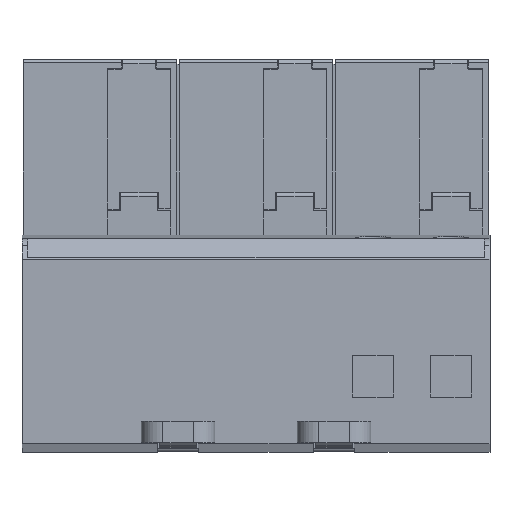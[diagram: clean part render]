
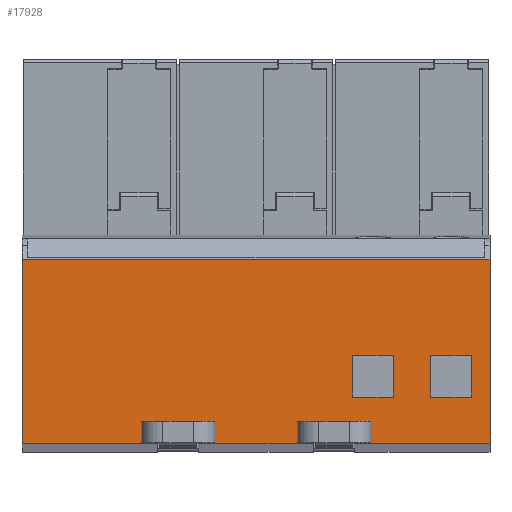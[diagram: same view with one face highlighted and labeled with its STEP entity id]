
A CAD part, front view. The second image highlights one B-rep face of the part: STEP entity #17928.
In plain terms, the highlighted planar face has unit normal (0, -1, 0.003).
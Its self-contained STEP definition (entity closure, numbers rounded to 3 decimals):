
#17896=AXIS2_PLACEMENT_3D('Plane Axis2P3D',#17893,#17894,#17895) ;
#1065=CARTESIAN_POINT('Vertex',(67.243,6.725,7.235)) ;
#1068=CARTESIAN_POINT('Line Origine',(67.243,6.718,4.648)) ;
#1072=CARTESIAN_POINT('Vertex',(67.243,6.712,2.062)) ;
#1159=CARTESIAN_POINT('Vertex',(67.82,6.725,7.235)) ;
#1437=CARTESIAN_POINT('Vertex',(76.22,6.725,7.235)) ;
#1516=CARTESIAN_POINT('Vertex',(76.707,6.712,2.062)) ;
#1519=CARTESIAN_POINT('Line Origine',(76.707,6.718,4.648)) ;
#1523=CARTESIAN_POINT('Vertex',(76.707,6.725,7.235)) ;
#1641=CARTESIAN_POINT('Vertex',(108.,6.823,44.542)) ;
#1644=CARTESIAN_POINT('Line Origine',(108.,6.767,23.302)) ;
#1648=CARTESIAN_POINT('Vertex',(108.,6.712,2.062)) ;
#2284=CARTESIAN_POINT('Vertex',(0.,6.712,2.062)) ;
#2287=CARTESIAN_POINT('Line Origine',(0.,6.767,23.302)) ;
#2291=CARTESIAN_POINT('Vertex',(0.,6.823,44.542)) ;
#2424=CARTESIAN_POINT('Vertex',(31.243,6.725,7.235)) ;
#2427=CARTESIAN_POINT('Line Origine',(31.243,6.718,4.648)) ;
#2431=CARTESIAN_POINT('Vertex',(31.243,6.712,2.062)) ;
#2511=CARTESIAN_POINT('Vertex',(31.82,6.725,7.235)) ;
#2789=CARTESIAN_POINT('Vertex',(40.22,6.725,7.235)) ;
#2868=CARTESIAN_POINT('Vertex',(40.707,6.712,2.062)) ;
#2871=CARTESIAN_POINT('Line Origine',(40.707,6.718,4.648)) ;
#2875=CARTESIAN_POINT('Vertex',(40.707,6.725,7.235)) ;
#3257=CARTESIAN_POINT('Line Origine',(53.975,6.712,2.062)) ;
#3270=CARTESIAN_POINT('Line Origine',(67.532,6.725,7.235)) ;
#3378=CARTESIAN_POINT('Line Origine',(72.02,6.725,7.235)) ;
#4013=CARTESIAN_POINT('Line Origine',(76.463,6.725,7.235)) ;
#4074=CARTESIAN_POINT('Line Origine',(92.353,6.712,2.062)) ;
#4485=CARTESIAN_POINT('Line Origine',(54.,6.823,44.542)) ;
#6663=CARTESIAN_POINT('Line Origine',(15.621,6.712,2.062)) ;
#6822=CARTESIAN_POINT('Line Origine',(31.532,6.725,7.235)) ;
#6930=CARTESIAN_POINT('Line Origine',(36.02,6.725,7.235)) ;
#7565=CARTESIAN_POINT('Line Origine',(40.463,6.725,7.235)) ;
#7885=CARTESIAN_POINT('Vertex',(76.381,6.74,12.793)) ;
#7899=CARTESIAN_POINT('Vertex',(76.381,6.765,22.355)) ;
#7902=CARTESIAN_POINT('Line Origine',(76.381,6.752,17.574)) ;
#7926=CARTESIAN_POINT('Vertex',(85.618,6.74,12.793)) ;
#7934=CARTESIAN_POINT('Line Origine',(80.999,6.74,12.793)) ;
#7958=CARTESIAN_POINT('Vertex',(85.618,6.765,22.355)) ;
#7966=CARTESIAN_POINT('Line Origine',(85.618,6.752,17.574)) ;
#7989=CARTESIAN_POINT('Line Origine',(80.999,6.765,22.355)) ;
#8013=CARTESIAN_POINT('Vertex',(103.618,6.765,22.355)) ;
#8027=CARTESIAN_POINT('Vertex',(103.618,6.74,12.793)) ;
#8030=CARTESIAN_POINT('Line Origine',(103.618,6.752,17.574)) ;
#8049=CARTESIAN_POINT('Vertex',(94.381,6.765,22.355)) ;
#8057=CARTESIAN_POINT('Line Origine',(98.999,6.765,22.355)) ;
#8081=CARTESIAN_POINT('Vertex',(94.381,6.74,12.793)) ;
#8089=CARTESIAN_POINT('Line Origine',(94.381,6.752,17.574)) ;
#8107=CARTESIAN_POINT('Line Origine',(98.999,6.74,12.793)) ;
#17893=CARTESIAN_POINT('Axis2P3D Location',(-36.,6.823,44.542)) ;
#1069=DIRECTION('Vector Direction',(0.,-0.003,-1.)) ;
#1520=DIRECTION('Vector Direction',(0.,-0.003,-1.)) ;
#1645=DIRECTION('Vector Direction',(0.,-0.003,-1.)) ;
#2288=DIRECTION('Vector Direction',(0.,-0.003,-1.)) ;
#2428=DIRECTION('Vector Direction',(0.,-0.003,-1.)) ;
#2872=DIRECTION('Vector Direction',(0.,-0.003,-1.)) ;
#3258=DIRECTION('Vector Direction',(1.,0.,0.)) ;
#3271=DIRECTION('Vector Direction',(-1.,0.,0.)) ;
#3379=DIRECTION('Vector Direction',(-1.,0.,0.)) ;
#4014=DIRECTION('Vector Direction',(-1.,0.,0.)) ;
#4075=DIRECTION('Vector Direction',(1.,0.,0.)) ;
#4486=DIRECTION('Vector Direction',(1.,0.,0.)) ;
#6664=DIRECTION('Vector Direction',(1.,0.,0.)) ;
#6823=DIRECTION('Vector Direction',(-1.,0.,0.)) ;
#6931=DIRECTION('Vector Direction',(-1.,0.,0.)) ;
#7566=DIRECTION('Vector Direction',(-1.,0.,0.)) ;
#7903=DIRECTION('Vector Direction',(0.,0.003,1.)) ;
#7935=DIRECTION('Vector Direction',(-1.,0.,0.)) ;
#7967=DIRECTION('Vector Direction',(0.,-0.003,-1.)) ;
#7990=DIRECTION('Vector Direction',(1.,0.,0.)) ;
#8031=DIRECTION('Vector Direction',(0.,-0.003,-1.)) ;
#8058=DIRECTION('Vector Direction',(1.,0.,0.)) ;
#8090=DIRECTION('Vector Direction',(0.,0.003,1.)) ;
#8108=DIRECTION('Vector Direction',(-1.,0.,0.)) ;
#17894=DIRECTION('Axis2P3D Direction',(0.,-1.,0.003)) ;
#17895=DIRECTION('Axis2P3D XDirection',(0.,-0.003,-1.)) ;
#1070=VECTOR('Line Direction',#1069,1.) ;
#1521=VECTOR('Line Direction',#1520,1.) ;
#1646=VECTOR('Line Direction',#1645,1.) ;
#2289=VECTOR('Line Direction',#2288,1.) ;
#2429=VECTOR('Line Direction',#2428,1.) ;
#2873=VECTOR('Line Direction',#2872,1.) ;
#3259=VECTOR('Line Direction',#3258,1.) ;
#3272=VECTOR('Line Direction',#3271,1.) ;
#3380=VECTOR('Line Direction',#3379,1.) ;
#4015=VECTOR('Line Direction',#4014,1.) ;
#4076=VECTOR('Line Direction',#4075,1.) ;
#4487=VECTOR('Line Direction',#4486,1.) ;
#6665=VECTOR('Line Direction',#6664,1.) ;
#6824=VECTOR('Line Direction',#6823,1.) ;
#6932=VECTOR('Line Direction',#6931,1.) ;
#7567=VECTOR('Line Direction',#7566,1.) ;
#7904=VECTOR('Line Direction',#7903,1.) ;
#7936=VECTOR('Line Direction',#7935,1.) ;
#7968=VECTOR('Line Direction',#7967,1.) ;
#7991=VECTOR('Line Direction',#7990,1.) ;
#8032=VECTOR('Line Direction',#8031,1.) ;
#8059=VECTOR('Line Direction',#8058,1.) ;
#8091=VECTOR('Line Direction',#8090,1.) ;
#8109=VECTOR('Line Direction',#8108,1.) ;
#17899=ORIENTED_EDGE('',*,*,#2433,.F.) ;
#17900=ORIENTED_EDGE('',*,*,#6826,.F.) ;
#17901=ORIENTED_EDGE('',*,*,#6934,.F.) ;
#17902=ORIENTED_EDGE('',*,*,#7569,.F.) ;
#17903=ORIENTED_EDGE('',*,*,#2877,.T.) ;
#17904=ORIENTED_EDGE('',*,*,#3261,.T.) ;
#17905=ORIENTED_EDGE('',*,*,#1074,.F.) ;
#17906=ORIENTED_EDGE('',*,*,#3274,.F.) ;
#17907=ORIENTED_EDGE('',*,*,#3382,.F.) ;
#17908=ORIENTED_EDGE('',*,*,#4017,.F.) ;
#17909=ORIENTED_EDGE('',*,*,#1525,.T.) ;
#17910=ORIENTED_EDGE('',*,*,#4078,.T.) ;
#17911=ORIENTED_EDGE('',*,*,#1650,.F.) ;
#17912=ORIENTED_EDGE('',*,*,#4489,.F.) ;
#17913=ORIENTED_EDGE('',*,*,#2293,.F.) ;
#17914=ORIENTED_EDGE('',*,*,#6667,.T.) ;
#17917=ORIENTED_EDGE('',*,*,#8093,.T.) ;
#17918=ORIENTED_EDGE('',*,*,#8061,.T.) ;
#17919=ORIENTED_EDGE('',*,*,#8034,.T.) ;
#17920=ORIENTED_EDGE('',*,*,#8111,.T.) ;
#17923=ORIENTED_EDGE('',*,*,#7993,.T.) ;
#17924=ORIENTED_EDGE('',*,*,#7970,.T.) ;
#17925=ORIENTED_EDGE('',*,*,#7938,.T.) ;
#17926=ORIENTED_EDGE('',*,*,#7906,.T.) ;
#17921=FACE_BOUND('',#17916,.T.) ;
#17927=FACE_BOUND('',#17922,.T.) ;
#17928=ADVANCED_FACE('VPU',(#17915,#17921,#17927),#17897,.T.) ;
#1074=EDGE_CURVE('',#1066,#1073,#1071,.T.) ;
#1525=EDGE_CURVE('',#1524,#1517,#1522,.T.) ;
#1650=EDGE_CURVE('',#1642,#1649,#1647,.T.) ;
#2293=EDGE_CURVE('',#2285,#2292,#2290,.F.) ;
#2433=EDGE_CURVE('',#2425,#2432,#2430,.T.) ;
#2877=EDGE_CURVE('',#2876,#2869,#2874,.T.) ;
#3261=EDGE_CURVE('',#2869,#1073,#3260,.T.) ;
#3274=EDGE_CURVE('',#1160,#1066,#3273,.T.) ;
#3382=EDGE_CURVE('',#1438,#1160,#3381,.T.) ;
#4017=EDGE_CURVE('',#1524,#1438,#4016,.T.) ;
#4078=EDGE_CURVE('',#1517,#1649,#4077,.T.) ;
#4489=EDGE_CURVE('',#2292,#1642,#4488,.T.) ;
#6667=EDGE_CURVE('',#2285,#2432,#6666,.T.) ;
#6826=EDGE_CURVE('',#2512,#2425,#6825,.T.) ;
#6934=EDGE_CURVE('',#2790,#2512,#6933,.T.) ;
#7569=EDGE_CURVE('',#2876,#2790,#7568,.T.) ;
#7906=EDGE_CURVE('',#7886,#7900,#7905,.T.) ;
#7938=EDGE_CURVE('',#7927,#7886,#7937,.T.) ;
#7970=EDGE_CURVE('',#7959,#7927,#7969,.T.) ;
#7993=EDGE_CURVE('',#7900,#7959,#7992,.T.) ;
#8034=EDGE_CURVE('',#8014,#8028,#8033,.T.) ;
#8061=EDGE_CURVE('',#8050,#8014,#8060,.T.) ;
#8093=EDGE_CURVE('',#8082,#8050,#8092,.T.) ;
#8111=EDGE_CURVE('',#8028,#8082,#8110,.T.) ;
#17898=EDGE_LOOP('',(#17899,#17900,#17901,#17902,#17903,#17904,#17905,#17906,#17907,#17908,#17909,#17910,#17911,#17912,#17913,#17914)) ;
#17916=EDGE_LOOP('',(#17917,#17918,#17919,#17920)) ;
#17922=EDGE_LOOP('',(#17923,#17924,#17925,#17926)) ;
#17915=FACE_OUTER_BOUND('',#17898,.T.) ;
#1071=LINE('Line',#1068,#1070) ;
#1522=LINE('Line',#1519,#1521) ;
#1647=LINE('Line',#1644,#1646) ;
#2290=LINE('Line',#2287,#2289) ;
#2430=LINE('Line',#2427,#2429) ;
#2874=LINE('Line',#2871,#2873) ;
#3260=LINE('Line',#3257,#3259) ;
#3273=LINE('Line',#3270,#3272) ;
#3381=LINE('Line',#3378,#3380) ;
#4016=LINE('Line',#4013,#4015) ;
#4077=LINE('Line',#4074,#4076) ;
#4488=LINE('Line',#4485,#4487) ;
#6666=LINE('Line',#6663,#6665) ;
#6825=LINE('Line',#6822,#6824) ;
#6933=LINE('Line',#6930,#6932) ;
#7568=LINE('Line',#7565,#7567) ;
#7905=LINE('Line',#7902,#7904) ;
#7937=LINE('Line',#7934,#7936) ;
#7969=LINE('Line',#7966,#7968) ;
#7992=LINE('Line',#7989,#7991) ;
#8033=LINE('Line',#8030,#8032) ;
#8060=LINE('Line',#8057,#8059) ;
#8092=LINE('Line',#8089,#8091) ;
#8110=LINE('Line',#8107,#8109) ;
#17897=PLANE('',#17896) ;
#1066=VERTEX_POINT('',#1065) ;
#1073=VERTEX_POINT('',#1072) ;
#1160=VERTEX_POINT('',#1159) ;
#1438=VERTEX_POINT('',#1437) ;
#1517=VERTEX_POINT('',#1516) ;
#1524=VERTEX_POINT('',#1523) ;
#1642=VERTEX_POINT('',#1641) ;
#1649=VERTEX_POINT('',#1648) ;
#2285=VERTEX_POINT('',#2284) ;
#2292=VERTEX_POINT('',#2291) ;
#2425=VERTEX_POINT('',#2424) ;
#2432=VERTEX_POINT('',#2431) ;
#2512=VERTEX_POINT('',#2511) ;
#2790=VERTEX_POINT('',#2789) ;
#2869=VERTEX_POINT('',#2868) ;
#2876=VERTEX_POINT('',#2875) ;
#7886=VERTEX_POINT('',#7885) ;
#7900=VERTEX_POINT('',#7899) ;
#7927=VERTEX_POINT('',#7926) ;
#7959=VERTEX_POINT('',#7958) ;
#8014=VERTEX_POINT('',#8013) ;
#8028=VERTEX_POINT('',#8027) ;
#8050=VERTEX_POINT('',#8049) ;
#8082=VERTEX_POINT('',#8081) ;
